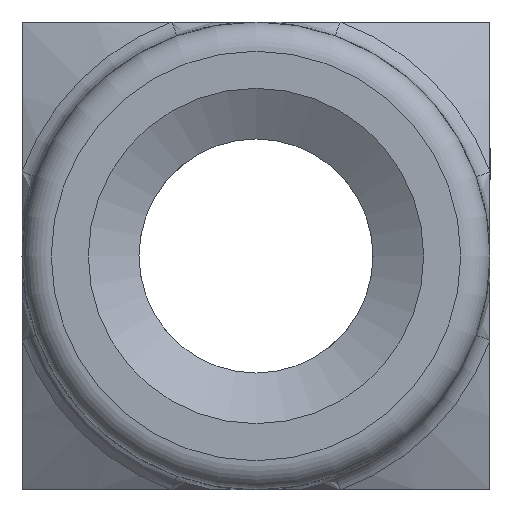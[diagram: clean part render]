
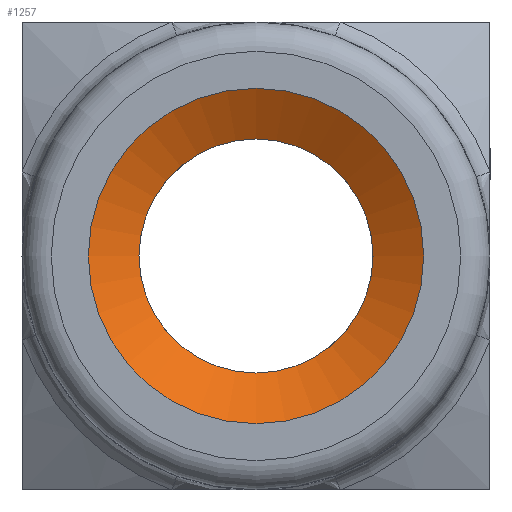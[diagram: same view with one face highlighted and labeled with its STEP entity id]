
A CAD part, front view. The second image highlights one B-rep face of the part: STEP entity #1257.
In plain terms, the highlighted conical face has half-angle 60 degrees and reference radius 2.866 mm.
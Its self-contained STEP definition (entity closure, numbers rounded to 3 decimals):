
#2 = AXIS2_PLACEMENT_3D ( 'NONE', #837, #1273, #504 ) ;
#15 = DIRECTION ( 'NONE',  ( 0., -1., 0. ) ) ;
#134 = ORIENTED_EDGE ( 'NONE', *, *, #195, .T. ) ;
#195 = EDGE_CURVE ( 'NONE', #1065, #1065, #878, .T. ) ;
#302 = CARTESIAN_POINT ( 'NONE',  ( 0., -16., 0. ) ) ;
#377 = CARTESIAN_POINT ( 'NONE',  ( 2., -15.5, 0. ) ) ;
#410 = CIRCLE ( 'NONE', #2, 2. ) ;
#439 = EDGE_LOOP ( 'NONE', ( #756 ) ) ;
#487 = EDGE_CURVE ( 'NONE', #1331, #1331, #410, .T. ) ;
#504 = DIRECTION ( 'NONE',  ( 1., 0., 0. ) ) ;
#515 = FACE_OUTER_BOUND ( 'NONE', #1313, .T. ) ;
#523 = FACE_BOUND ( 'NONE', #439, .T. ) ;
#528 = CARTESIAN_POINT ( 'NONE',  ( 0., -16., 0. ) ) ;
#716 = DIRECTION ( 'NONE',  ( 0., -1., 0. ) ) ;
#747 = AXIS2_PLACEMENT_3D ( 'NONE', #528, #15, #1283 ) ;
#756 = ORIENTED_EDGE ( 'NONE', *, *, #487, .F. ) ;
#837 = CARTESIAN_POINT ( 'NONE',  ( 0., -15.5, 0. ) ) ;
#878 = CIRCLE ( 'NONE', #747, 2.866 ) ;
#997 = CARTESIAN_POINT ( 'NONE',  ( 2.866, -16., 0. ) ) ;
#1055 = CONICAL_SURFACE ( 'NONE', #1304, 2.866, 1.047 ) ;
#1065 = VERTEX_POINT ( 'NONE', #997 ) ;
#1139 = DIRECTION ( 'NONE',  ( 1., 0., 0. ) ) ;
#1257 = ADVANCED_FACE ( 'NONE', ( #523, #515 ), #1055, .F. ) ;
#1273 = DIRECTION ( 'NONE',  ( 0., -1., 0. ) ) ;
#1283 = DIRECTION ( 'NONE',  ( 1., 0., 0. ) ) ;
#1304 = AXIS2_PLACEMENT_3D ( 'NONE', #302, #716, #1139 ) ;
#1313 = EDGE_LOOP ( 'NONE', ( #134 ) ) ;
#1331 = VERTEX_POINT ( 'NONE', #377 ) ;
